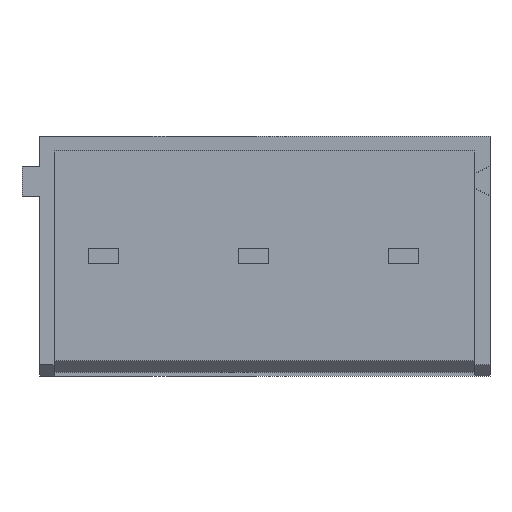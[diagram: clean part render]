
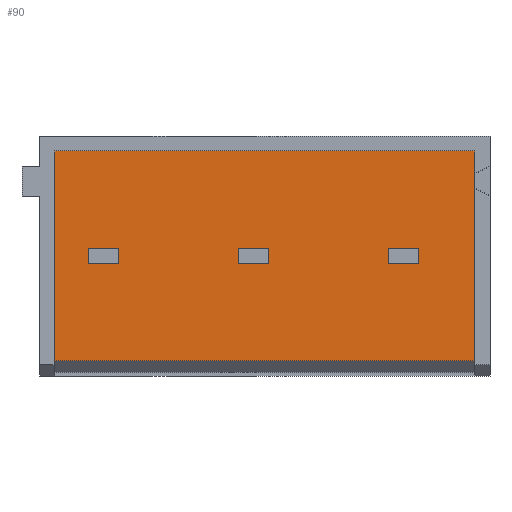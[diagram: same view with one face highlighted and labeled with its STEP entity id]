
A CAD part, front view. The second image highlights one B-rep face of the part: STEP entity #90.
In plain terms, the highlighted planar face has unit normal (0, -1, 0).
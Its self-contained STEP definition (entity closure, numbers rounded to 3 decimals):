
#90=ADVANCED_FACE('',(#274,#275,#276,#277),#278,.T.);
#274=FACE_OUTER_BOUND('',#590,.T.);
#275=FACE_BOUND('',#591,.T.);
#276=FACE_BOUND('',#592,.T.);
#277=FACE_BOUND('',#593,.T.);
#278=PLANE('',#594);
#590=EDGE_LOOP('',(#1270,#1271,#1272,#1273,#1274,#1275));
#591=EDGE_LOOP('',(#1276,#1277,#1278,#1279));
#592=EDGE_LOOP('',(#1280,#1281,#1282,#1283));
#593=EDGE_LOOP('',(#1284,#1285,#1286,#1287));
#594=AXIS2_PLACEMENT_3D('',#1288,#1289,#1290);
#1270=ORIENTED_EDGE('',*,*,#2374,.F.);
#1271=ORIENTED_EDGE('',*,*,#2367,.T.);
#1272=ORIENTED_EDGE('',*,*,#2375,.T.);
#1273=ORIENTED_EDGE('',*,*,#2376,.T.);
#1274=ORIENTED_EDGE('',*,*,#2377,.T.);
#1275=ORIENTED_EDGE('',*,*,#2368,.T.);
#1276=ORIENTED_EDGE('',*,*,#2378,.T.);
#1277=ORIENTED_EDGE('',*,*,#2379,.T.);
#1278=ORIENTED_EDGE('',*,*,#2380,.F.);
#1279=ORIENTED_EDGE('',*,*,#2381,.F.);
#1280=ORIENTED_EDGE('',*,*,#2382,.T.);
#1281=ORIENTED_EDGE('',*,*,#2383,.T.);
#1282=ORIENTED_EDGE('',*,*,#2384,.F.);
#1283=ORIENTED_EDGE('',*,*,#2385,.F.);
#1284=ORIENTED_EDGE('',*,*,#2386,.T.);
#1285=ORIENTED_EDGE('',*,*,#2387,.T.);
#1286=ORIENTED_EDGE('',*,*,#2388,.F.);
#1287=ORIENTED_EDGE('',*,*,#2389,.F.);
#1288=CARTESIAN_POINT('',(-7.62,0.127,0.0));
#1289=DIRECTION('',(0.0,-1.0,0.0));
#1290=DIRECTION('',(0.0,0.0,-1.0));
#2367=EDGE_CURVE('',#2825,#2856,#2858,.T.);
#2368=EDGE_CURVE('',#2859,#2853,#2860,.T.);
#2374=EDGE_CURVE('',#2825,#2853,#2870,.T.);
#2375=EDGE_CURVE('',#2856,#2871,#2872,.T.);
#2376=EDGE_CURVE('',#2871,#2873,#2874,.T.);
#2377=EDGE_CURVE('',#2873,#2859,#2875,.T.);
#2378=EDGE_CURVE('',#2876,#2877,#2878,.T.);
#2379=EDGE_CURVE('',#2877,#2879,#2880,.T.);
#2380=EDGE_CURVE('',#2881,#2879,#2882,.T.);
#2381=EDGE_CURVE('',#2876,#2881,#2883,.T.);
#2382=EDGE_CURVE('',#2884,#2885,#2886,.T.);
#2383=EDGE_CURVE('',#2885,#2887,#2888,.T.);
#2384=EDGE_CURVE('',#2889,#2887,#2890,.T.);
#2385=EDGE_CURVE('',#2884,#2889,#2891,.T.);
#2386=EDGE_CURVE('',#2892,#2893,#2894,.T.);
#2387=EDGE_CURVE('',#2893,#2895,#2896,.T.);
#2388=EDGE_CURVE('',#2897,#2895,#2898,.T.);
#2389=EDGE_CURVE('',#2892,#2897,#2899,.T.);
#2825=VERTEX_POINT('',#3613);
#2853=VERTEX_POINT('',#3656);
#2856=VERTEX_POINT('',#3661);
#2858=LINE('',#3664,#3665);
#2859=VERTEX_POINT('',#3666);
#2860=LINE('',#3667,#3668);
#2870=LINE('',#3683,#3684);
#2871=VERTEX_POINT('',#3685);
#2872=LINE('',#3686,#3687);
#2873=VERTEX_POINT('',#3688);
#2874=LINE('',#3689,#3690);
#2875=LINE('',#3691,#3692);
#2876=VERTEX_POINT('',#3693);
#2877=VERTEX_POINT('',#3694);
#2878=LINE('',#3695,#3696);
#2879=VERTEX_POINT('',#3697);
#2880=LINE('',#3698,#3699);
#2881=VERTEX_POINT('',#3700);
#2882=LINE('',#3701,#3702);
#2883=LINE('',#3703,#3704);
#2884=VERTEX_POINT('',#3705);
#2885=VERTEX_POINT('',#3706);
#2886=LINE('',#3707,#3708);
#2887=VERTEX_POINT('',#3709);
#2888=LINE('',#3710,#3711);
#2889=VERTEX_POINT('',#3712);
#2890=LINE('',#3713,#3714);
#2891=LINE('',#3715,#3716);
#2892=VERTEX_POINT('',#3717);
#2893=VERTEX_POINT('',#3718);
#2894=LINE('',#3719,#3720);
#2895=VERTEX_POINT('',#3721);
#2896=LINE('',#3722,#3723);
#2897=VERTEX_POINT('',#3724);
#2898=LINE('',#3725,#3726);
#2899=LINE('',#3727,#3728);
#3613=CARTESIAN_POINT('',(7.112,0.127,6.858));
#3656=CARTESIAN_POINT('',(7.112,0.127,6.35));
#3661=CARTESIAN_POINT('',(7.112,0.127,7.62));
#3664=CARTESIAN_POINT('',(7.112,0.127,6.858));
#3665=VECTOR('',#4557,0.762);
#3666=CARTESIAN_POINT('',(7.112,0.127,0.508));
#3667=CARTESIAN_POINT('',(7.112,0.127,0.508));
#3668=VECTOR('',#4558,5.842);
#3683=CARTESIAN_POINT('',(7.112,0.127,6.858));
#3684=VECTOR('',#4564,0.508);
#3685=CARTESIAN_POINT('',(-7.112,0.127,7.62));
#3686=CARTESIAN_POINT('',(7.112,0.127,7.62));
#3687=VECTOR('',#4565,14.224);
#3688=CARTESIAN_POINT('',(-7.112,0.127,0.508));
#3689=CARTESIAN_POINT('',(-7.112,0.127,7.62));
#3690=VECTOR('',#4566,7.112);
#3691=CARTESIAN_POINT('',(-7.112,0.127,0.508));
#3692=VECTOR('',#4567,14.224);
#3693=CARTESIAN_POINT('',(-0.889,0.127,4.318));
#3694=CARTESIAN_POINT('',(0.127,0.127,4.318));
#3695=CARTESIAN_POINT('',(-0.889,0.127,4.318));
#3696=VECTOR('',#4568,1.016);
#3697=CARTESIAN_POINT('',(0.127,0.127,3.81));
#3698=CARTESIAN_POINT('',(0.127,0.127,4.318));
#3699=VECTOR('',#4569,0.508);
#3700=CARTESIAN_POINT('',(-0.889,0.127,3.81));
#3701=CARTESIAN_POINT('',(-0.889,0.127,3.81));
#3702=VECTOR('',#4570,1.016);
#3703=CARTESIAN_POINT('',(-0.889,0.127,4.318));
#3704=VECTOR('',#4571,0.508);
#3705=CARTESIAN_POINT('',(-5.969,0.127,4.318));
#3706=CARTESIAN_POINT('',(-4.953,0.127,4.318));
#3707=CARTESIAN_POINT('',(-5.969,0.127,4.318));
#3708=VECTOR('',#4572,1.016);
#3709=CARTESIAN_POINT('',(-4.953,0.127,3.81));
#3710=CARTESIAN_POINT('',(-4.953,0.127,4.318));
#3711=VECTOR('',#4573,0.508);
#3712=CARTESIAN_POINT('',(-5.969,0.127,3.81));
#3713=CARTESIAN_POINT('',(-5.969,0.127,3.81));
#3714=VECTOR('',#4574,1.016);
#3715=CARTESIAN_POINT('',(-5.969,0.127,4.318));
#3716=VECTOR('',#4575,0.508);
#3717=CARTESIAN_POINT('',(4.191,0.127,4.318));
#3718=CARTESIAN_POINT('',(5.207,0.127,4.318));
#3719=CARTESIAN_POINT('',(4.191,0.127,4.318));
#3720=VECTOR('',#4576,1.016);
#3721=CARTESIAN_POINT('',(5.207,0.127,3.81));
#3722=CARTESIAN_POINT('',(5.207,0.127,4.318));
#3723=VECTOR('',#4577,0.508);
#3724=CARTESIAN_POINT('',(4.191,0.127,3.81));
#3725=CARTESIAN_POINT('',(4.191,0.127,3.81));
#3726=VECTOR('',#4578,1.016);
#3727=CARTESIAN_POINT('',(4.191,0.127,4.318));
#3728=VECTOR('',#4579,0.508);
#4557=DIRECTION('',(0.0,0.0,1.0));
#4558=DIRECTION('',(0.0,0.0,1.0));
#4564=DIRECTION('',(0.0,0.0,-1.0));
#4565=DIRECTION('',(-1.0,0.0,0.0));
#4566=DIRECTION('',(0.0,0.0,-1.0));
#4567=DIRECTION('',(1.0,0.0,0.0));
#4568=DIRECTION('',(1.0,0.0,0.0));
#4569=DIRECTION('',(0.0,0.0,-1.0));
#4570=DIRECTION('',(1.0,0.0,0.0));
#4571=DIRECTION('',(0.0,0.0,-1.0));
#4572=DIRECTION('',(1.0,0.0,0.0));
#4573=DIRECTION('',(0.0,0.0,-1.0));
#4574=DIRECTION('',(1.0,0.0,0.0));
#4575=DIRECTION('',(0.0,0.0,-1.0));
#4576=DIRECTION('',(1.0,0.0,0.0));
#4577=DIRECTION('',(0.0,0.0,-1.0));
#4578=DIRECTION('',(1.0,0.0,0.0));
#4579=DIRECTION('',(0.0,0.0,-1.0));
